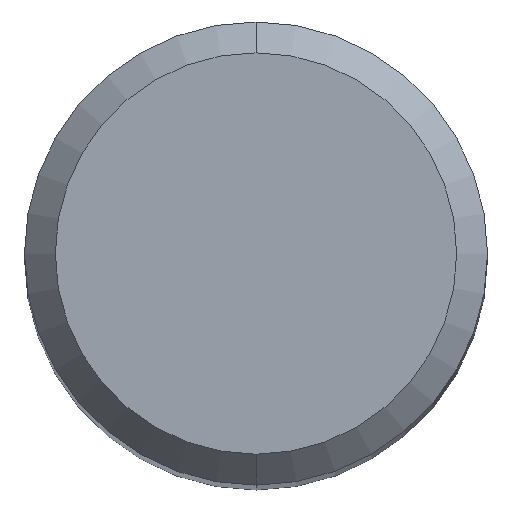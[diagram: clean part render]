
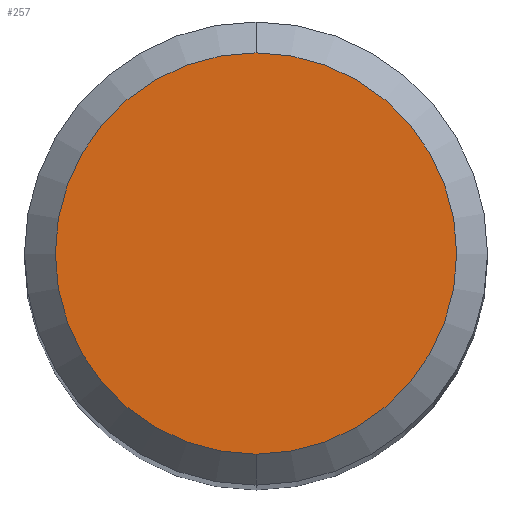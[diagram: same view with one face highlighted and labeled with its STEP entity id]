
A CAD part, top view. The second image highlights one B-rep face of the part: STEP entity #257.
In plain terms, the highlighted planar face has unit normal (0, 0, 1).
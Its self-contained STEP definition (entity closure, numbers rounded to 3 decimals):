
#257=ADVANCED_FACE('',(#575),#576,.T.);
#277=EDGE_CURVE('',#331,#305,#599,.T.);
#305=VERTEX_POINT('',#628);
#331=VERTEX_POINT('',#656);
#461=EDGE_CURVE('',#305,#331,#798,.T.);
#575=FACE_OUTER_BOUND('',#1007,.T.);
#576=PLANE('',#1008);
#599=CIRCLE('',#1053,2.6);
#628=CARTESIAN_POINT('',(0.,-2.6,0.0));
#656=CARTESIAN_POINT('',(0.0,2.6,0.0));
#798=CIRCLE('',#1439,2.6);
#1007=EDGE_LOOP('',(#1571,#1572));
#1008=AXIS2_PLACEMENT_3D('',#1573,#1574,#1575);
#1053=AXIS2_PLACEMENT_3D('',#1610,#1611,#1612);
#1439=AXIS2_PLACEMENT_3D('',#1801,#1802,#1803);
#1571=ORIENTED_EDGE('',*,*,#277,.F.);
#1572=ORIENTED_EDGE('',*,*,#461,.F.);
#1573=CARTESIAN_POINT('',(0.0,1.3,0.0));
#1574=DIRECTION('',(-0.0,0.0,1.0));
#1575=DIRECTION('',(0.0,-1.0,0.0));
#1610=CARTESIAN_POINT('',(0.0,0.0,0.0));
#1611=DIRECTION('',(0.0,0.0,-1.0));
#1612=DIRECTION('',(0.0,1.0,0.0));
#1801=CARTESIAN_POINT('',(0.0,0.0,0.0));
#1802=DIRECTION('',(0.0,0.0,-1.0));
#1803=DIRECTION('',(0.0,1.0,0.0));
